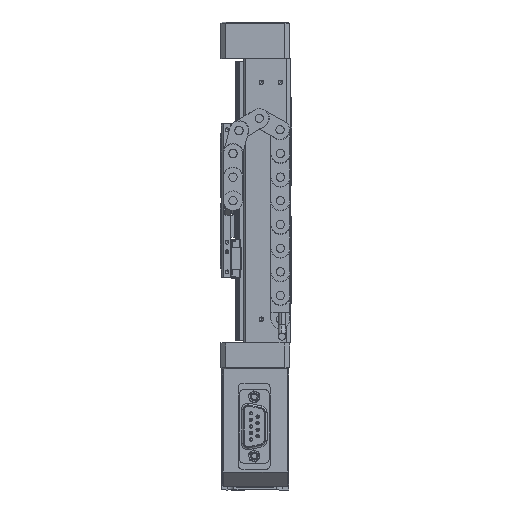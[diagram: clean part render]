
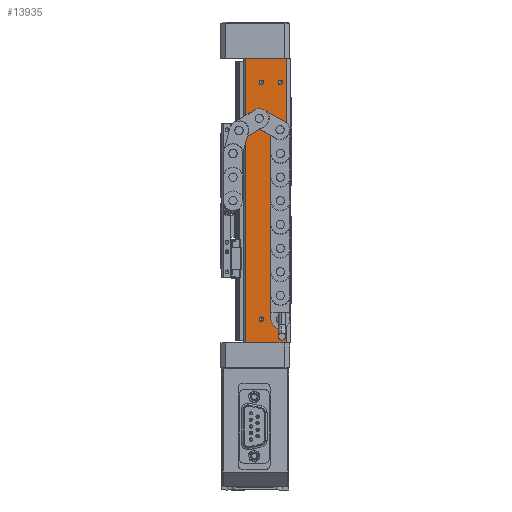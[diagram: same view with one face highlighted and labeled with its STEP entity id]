
A CAD part, left-side view. The second image highlights one B-rep face of the part: STEP entity #13935.
In plain terms, the highlighted planar face has unit normal (-1, 0, 0).
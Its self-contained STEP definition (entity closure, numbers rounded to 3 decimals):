
#345 = EDGE_LOOP ( 'NONE', ( #23935, #30963 ) ) ;
#362 = CARTESIAN_POINT ( 'NONE',  ( 0., -15., 11. ) ) ;
#759 = FACE_BOUND ( 'NONE', #17118, .T. ) ;
#1132 = CARTESIAN_POINT ( 'NONE',  ( 0., -17.4, 120. ) ) ;
#2324 = CARTESIAN_POINT ( 'NONE',  ( 0., 0., 0. ) ) ;
#2656 = ORIENTED_EDGE ( 'NONE', *, *, #52627, .F. ) ;
#3256 = DIRECTION ( 'NONE',  ( 0., 0., 1. ) ) ;
#3318 = CARTESIAN_POINT ( 'NONE',  ( 0., -15., 110. ) ) ;
#3675 = CARTESIAN_POINT ( 'NONE',  ( 0., -15., 49. ) ) ;
#4001 = CIRCLE ( 'NONE', #33221, 1. ) ;
#5047 = EDGE_CURVE ( 'NONE', #17776, #38437, #53707, .T. ) ;
#5061 = ORIENTED_EDGE ( 'NONE', *, *, #40387, .F. ) ;
#5356 = FACE_BOUND ( 'NONE', #31388, .T. ) ;
#5415 = EDGE_CURVE ( 'NONE', #30919, #21189, #55038, .T. ) ;
#5418 = EDGE_CURVE ( 'NONE', #34070, #10716, #53746, .T. ) ;
#5428 = CARTESIAN_POINT ( 'NONE',  ( 0., -15., 50. ) ) ;
#5691 = VERTEX_POINT ( 'NONE', #362 ) ;
#5741 = CARTESIAN_POINT ( 'NONE',  ( 0., -7., 9. ) ) ;
#6029 = LINE ( 'NONE', #28648, #27900 ) ;
#6623 = DIRECTION ( 'NONE',  ( 0., -1., 0. ) ) ;
#6909 = CARTESIAN_POINT ( 'NONE',  ( 0., -17.4, 0. ) ) ;
#7634 = DIRECTION ( 'NONE',  ( -1., 0., 0. ) ) ;
#8649 = EDGE_LOOP ( 'NONE', ( #17509, #12844 ) ) ;
#9531 = AXIS2_PLACEMENT_3D ( 'NONE', #17704, #26557, #35085 ) ;
#9616 = EDGE_CURVE ( 'NONE', #38437, #17776, #36136, .T. ) ;
#10221 = CARTESIAN_POINT ( 'NONE',  ( 0., -7., 110. ) ) ;
#10370 = AXIS2_PLACEMENT_3D ( 'NONE', #16843, #34227, #51655 ) ;
#10716 = VERTEX_POINT ( 'NONE', #5741 ) ;
#11385 = EDGE_CURVE ( 'NONE', #16447, #48053, #20483, .T. ) ;
#11901 = DIRECTION ( 'NONE',  ( 0., 0., 1. ) ) ;
#12844 = ORIENTED_EDGE ( 'NONE', *, *, #11385, .F. ) ;
#12949 = ORIENTED_EDGE ( 'NONE', *, *, #5047, .F. ) ;
#13574 = EDGE_CURVE ( 'NONE', #48053, #16447, #4001, .T. ) ;
#13935 = ADVANCED_FACE ( 'NONE', ( #49081, #759, #35350, #5356, #30830, #31404 ), #22261, .F. ) ;
#14028 = DIRECTION ( 'NONE',  ( 0., 0., 1. ) ) ;
#14249 = CARTESIAN_POINT ( 'NONE',  ( 0., -15., 10. ) ) ;
#14299 = DIRECTION ( 'NONE',  ( -1., 0., 0. ) ) ;
#14966 = DIRECTION ( 'NONE',  ( -1., 0., 0. ) ) ;
#15935 = ORIENTED_EDGE ( 'NONE', *, *, #30874, .T. ) ;
#16248 = DIRECTION ( 'NONE',  ( 0., 0., 1. ) ) ;
#16447 = VERTEX_POINT ( 'NONE', #3675 ) ;
#16843 = CARTESIAN_POINT ( 'NONE',  ( 0., -15., 50. ) ) ;
#16888 = EDGE_CURVE ( 'NONE', #48782, #35094, #48255, .T. ) ;
#17118 = EDGE_LOOP ( 'NONE', ( #26487, #17292 ) ) ;
#17292 = ORIENTED_EDGE ( 'NONE', *, *, #25780, .F. ) ;
#17385 = AXIS2_PLACEMENT_3D ( 'NONE', #26488, #47602, #48161 ) ;
#17509 = ORIENTED_EDGE ( 'NONE', *, *, #13574, .F. ) ;
#17704 = CARTESIAN_POINT ( 'NONE',  ( 0., 0., 120. ) ) ;
#17776 = VERTEX_POINT ( 'NONE', #17799 ) ;
#17799 = CARTESIAN_POINT ( 'NONE',  ( 0., -15., 111. ) ) ;
#17824 = DIRECTION ( 'NONE',  ( 0., -1., 0. ) ) ;
#19223 = DIRECTION ( 'NONE',  ( 0., 0., -1. ) ) ;
#19489 = VERTEX_POINT ( 'NONE', #19751 ) ;
#19523 = EDGE_LOOP ( 'NONE', ( #5061, #22056, #15935, #34256 ) ) ;
#19527 = LINE ( 'NONE', #2324, #41494 ) ;
#19601 = CARTESIAN_POINT ( 'NONE',  ( 0., -7., 111. ) ) ;
#19751 = CARTESIAN_POINT ( 'NONE',  ( 0., -0.3, 0. ) ) ;
#19842 = CARTESIAN_POINT ( 'NONE',  ( 0., -7., 109. ) ) ;
#20483 = CIRCLE ( 'NONE', #10370, 1. ) ;
#21189 = VERTEX_POINT ( 'NONE', #1132 ) ;
#22056 = ORIENTED_EDGE ( 'NONE', *, *, #40519, .T. ) ;
#22261 = PLANE ( 'NONE',  #9531 ) ;
#22507 = ORIENTED_EDGE ( 'NONE', *, *, #9616, .F. ) ;
#22562 = DIRECTION ( 'NONE',  ( 0., 0., 1. ) ) ;
#23023 = EDGE_LOOP ( 'NONE', ( #12949, #22507 ) ) ;
#23590 = AXIS2_PLACEMENT_3D ( 'NONE', #46212, #7634, #16248 ) ;
#23617 = AXIS2_PLACEMENT_3D ( 'NONE', #3318, #33081, #11901 ) ;
#23935 = ORIENTED_EDGE ( 'NONE', *, *, #31605, .F. ) ;
#25419 = DIRECTION ( 'NONE',  ( -1., 0., 0. ) ) ;
#25780 = EDGE_CURVE ( 'NONE', #10716, #34070, #46560, .T. ) ;
#26487 = ORIENTED_EDGE ( 'NONE', *, *, #5418, .F. ) ;
#26488 = CARTESIAN_POINT ( 'NONE',  ( 0., -7., 10. ) ) ;
#26557 = DIRECTION ( 'NONE',  ( 1., 0., 0. ) ) ;
#26747 = CARTESIAN_POINT ( 'NONE',  ( 0., -15., 9. ) ) ;
#27218 = LINE ( 'NONE', #43767, #36021 ) ;
#27900 = VECTOR ( 'NONE', #19223, 1000. ) ;
#28045 = CARTESIAN_POINT ( 'NONE',  ( 0., -15., 51. ) ) ;
#28648 = CARTESIAN_POINT ( 'NONE',  ( 0., -0.3, 120. ) ) ;
#28691 = DIRECTION ( 'NONE',  ( 0., 0., 1. ) ) ;
#29628 = VERTEX_POINT ( 'NONE', #33818 ) ;
#30361 = EDGE_CURVE ( 'NONE', #54002, #5691, #52395, .T. ) ;
#30532 = CARTESIAN_POINT ( 'NONE',  ( 0., -7., 11. ) ) ;
#30613 = AXIS2_PLACEMENT_3D ( 'NONE', #10221, #53162, #31453 ) ;
#30830 = FACE_BOUND ( 'NONE', #23023, .T. ) ;
#30874 = EDGE_CURVE ( 'NONE', #19489, #30919, #19527, .T. ) ;
#30919 = VERTEX_POINT ( 'NONE', #6909 ) ;
#30963 = ORIENTED_EDGE ( 'NONE', *, *, #30361, .F. ) ;
#31388 = EDGE_LOOP ( 'NONE', ( #2656, #35598 ) ) ;
#31404 = FACE_OUTER_BOUND ( 'NONE', #19523, .T. ) ;
#31453 = DIRECTION ( 'NONE',  ( 0., 0., 1. ) ) ;
#31605 = EDGE_CURVE ( 'NONE', #5691, #54002, #55375, .T. ) ;
#31683 = DIRECTION ( 'NONE',  ( -1., 0., 0. ) ) ;
#33081 = DIRECTION ( 'NONE',  ( -1., 0., 0. ) ) ;
#33221 = AXIS2_PLACEMENT_3D ( 'NONE', #5428, #14299, #14028 ) ;
#33571 = CARTESIAN_POINT ( 'NONE',  ( 0., -7., 10. ) ) ;
#33818 = CARTESIAN_POINT ( 'NONE',  ( 0., -0.3, 120. ) ) ;
#34070 = VERTEX_POINT ( 'NONE', #30532 ) ;
#34227 = DIRECTION ( 'NONE',  ( -1., 0., 0. ) ) ;
#34256 = ORIENTED_EDGE ( 'NONE', *, *, #5415, .T. ) ;
#35085 = DIRECTION ( 'NONE',  ( 0., 1., 0. ) ) ;
#35094 = VERTEX_POINT ( 'NONE', #19601 ) ;
#35350 = FACE_BOUND ( 'NONE', #345, .T. ) ;
#35598 = ORIENTED_EDGE ( 'NONE', *, *, #16888, .F. ) ;
#36021 = VECTOR ( 'NONE', #17824, 1000. ) ;
#36136 = CIRCLE ( 'NONE', #45275, 1. ) ;
#36159 = AXIS2_PLACEMENT_3D ( 'NONE', #14249, #31683, #22562 ) ;
#36816 = AXIS2_PLACEMENT_3D ( 'NONE', #55409, #25419, #51663 ) ;
#37267 = DIRECTION ( 'NONE',  ( 0., 0., 1. ) ) ;
#37851 = CARTESIAN_POINT ( 'NONE',  ( 0., -17.4, 120. ) ) ;
#38437 = VERTEX_POINT ( 'NONE', #55324 ) ;
#40054 = AXIS2_PLACEMENT_3D ( 'NONE', #33571, #55316, #3256 ) ;
#40387 = EDGE_CURVE ( 'NONE', #29628, #21189, #27218, .T. ) ;
#40519 = EDGE_CURVE ( 'NONE', #29628, #19489, #6029, .T. ) ;
#41494 = VECTOR ( 'NONE', #6623, 1000. ) ;
#43767 = CARTESIAN_POINT ( 'NONE',  ( 0., 0., 120. ) ) ;
#45275 = AXIS2_PLACEMENT_3D ( 'NONE', #50100, #14966, #28691 ) ;
#46212 = CARTESIAN_POINT ( 'NONE',  ( 0., -7., 110. ) ) ;
#46443 = VECTOR ( 'NONE', #37267, 1000. ) ;
#46560 = CIRCLE ( 'NONE', #17385, 1. ) ;
#47602 = DIRECTION ( 'NONE',  ( -1., 0., 0. ) ) ;
#48053 = VERTEX_POINT ( 'NONE', #28045 ) ;
#48161 = DIRECTION ( 'NONE',  ( 0., 0., 1. ) ) ;
#48255 = CIRCLE ( 'NONE', #23590, 1. ) ;
#48782 = VERTEX_POINT ( 'NONE', #19842 ) ;
#49081 = FACE_BOUND ( 'NONE', #8649, .T. ) ;
#50100 = CARTESIAN_POINT ( 'NONE',  ( 0., -15., 110. ) ) ;
#51655 = DIRECTION ( 'NONE',  ( 0., 0., 1. ) ) ;
#51663 = DIRECTION ( 'NONE',  ( 0., 0., 1. ) ) ;
#52395 = CIRCLE ( 'NONE', #36816, 1. ) ;
#52627 = EDGE_CURVE ( 'NONE', #35094, #48782, #54351, .T. ) ;
#53162 = DIRECTION ( 'NONE',  ( -1., 0., 0. ) ) ;
#53707 = CIRCLE ( 'NONE', #23617, 1. ) ;
#53746 = CIRCLE ( 'NONE', #40054, 1. ) ;
#54002 = VERTEX_POINT ( 'NONE', #26747 ) ;
#54351 = CIRCLE ( 'NONE', #30613, 1. ) ;
#55038 = LINE ( 'NONE', #37851, #46443 ) ;
#55316 = DIRECTION ( 'NONE',  ( -1., 0., 0. ) ) ;
#55324 = CARTESIAN_POINT ( 'NONE',  ( 0., -15., 109. ) ) ;
#55375 = CIRCLE ( 'NONE', #36159, 1. ) ;
#55409 = CARTESIAN_POINT ( 'NONE',  ( 0., -15., 10. ) ) ;
